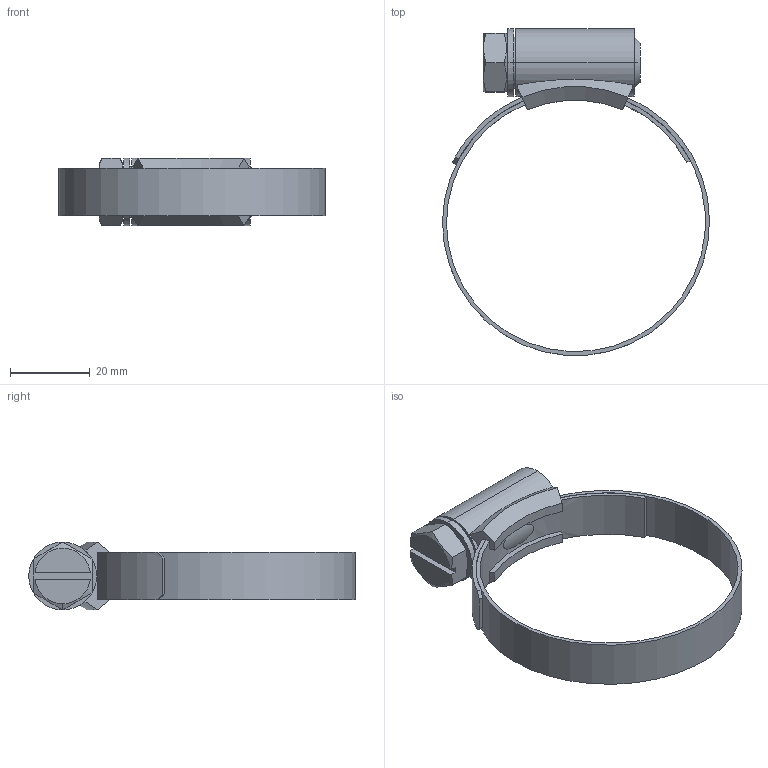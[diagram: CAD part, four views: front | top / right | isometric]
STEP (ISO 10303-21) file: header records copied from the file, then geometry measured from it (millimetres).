
FILE_DESCRIPTION (( 'STEP AP203' ), '1' );
FILE_NAME ('3D-R148_50-56_171781200.STEP', '2024-08-31T18:23:00', ( '' ), ( '' ), 'SwSTEP 2.0', 'SolidWorks 2024', '' );
FILE_SCHEMA (( 'CONFIG_CONTROL_DESIGN' ));
Length unit declared in the file: millimetre
Products named in the file (1): 3D-R148_50-56_171781200
Bounding box: 66.95 x 81.86 x 17 mm (x, y, z)
Volume: 11993.2 mm3; surface area: 11243.5 mm2
Topology: 2 solids, 3 shells, 85 faces, 214 edges, 135 vertices
Faces by surface type: plane 39, cylinder 29, cone 13, bspline 4
Entity records: 4272 total; most frequent: CARTESIAN_POINT 2271, ORIENTED_EDGE 428, DIRECTION 351, EDGE_CURVE 214, VERTEX_POINT 135, AXIS2_PLACEMENT_3D 131, EDGE_LOOP 95, VECTOR 89
